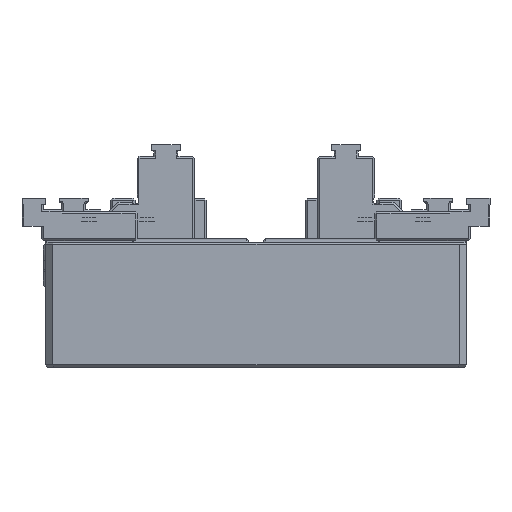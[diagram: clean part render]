
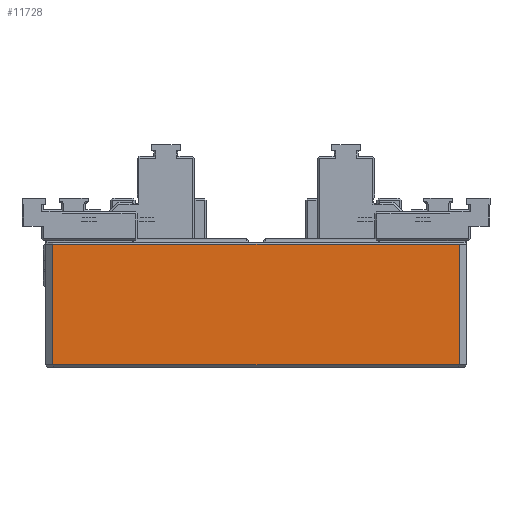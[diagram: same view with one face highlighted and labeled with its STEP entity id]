
A CAD part, front view. The second image highlights one B-rep face of the part: STEP entity #11728.
In plain terms, the highlighted planar face has unit normal (0, -1, 0).
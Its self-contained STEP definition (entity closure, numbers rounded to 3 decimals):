
#1440=FACE_OUTER_BOUND('',#15737,.T.);
#3146=PLANE('',#38531);
#5148=LINE('',#56811,#8602);
#5149=LINE('',#56814,#8603);
#5150=LINE('',#56816,#8604);
#5151=LINE('',#56818,#8605);
#8602=VECTOR('',#44318,1.);
#8603=VECTOR('',#44319,1.);
#8604=VECTOR('',#44320,1.);
#8605=VECTOR('',#44321,1.);
#11728=ADVANCED_FACE('',(#1440),#3146,.T.);
#15737=EDGE_LOOP('',(#20556,#20557,#20558,#20559));
#20556=ORIENTED_EDGE('',*,*,#32698,.T.);
#20557=ORIENTED_EDGE('',*,*,#32699,.T.);
#20558=ORIENTED_EDGE('',*,*,#32700,.T.);
#20559=ORIENTED_EDGE('',*,*,#32701,.T.);
#28818=VERTEX_POINT('',#56812);
#28819=VERTEX_POINT('',#56813);
#28820=VERTEX_POINT('',#56815);
#28821=VERTEX_POINT('',#56817);
#32698=EDGE_CURVE('',#28818,#28819,#5148,.T.);
#32699=EDGE_CURVE('',#28819,#28820,#5149,.T.);
#32700=EDGE_CURVE('',#28820,#28821,#5150,.T.);
#32701=EDGE_CURVE('',#28821,#28818,#5151,.T.);
#38531=AXIS2_PLACEMENT_3D('',#56819,#44322,#44323);
#44318=DIRECTION('',(0.,0.,-1.));
#44319=DIRECTION('',(1.,0.,0.));
#44320=DIRECTION('',(0.,0.,1.));
#44321=DIRECTION('',(-1.,0.,0.));
#44322=DIRECTION('',(0.,-1.,0.));
#44323=DIRECTION('',(0.,0.,-1.));
#56811=CARTESIAN_POINT('',(-203.,-377.,-15.));
#56812=CARTESIAN_POINT('',(-203.,-377.,11.1));
#56813=CARTESIAN_POINT('',(-203.,-377.,-20.4));
#56814=CARTESIAN_POINT('',(-150.,-377.,-20.4));
#56815=CARTESIAN_POINT('',(-97.,-377.,-20.4));
#56816=CARTESIAN_POINT('',(-97.,-377.,-15.));
#56817=CARTESIAN_POINT('',(-97.,-377.,11.1));
#56818=CARTESIAN_POINT('',(-185.5,-377.,11.1));
#56819=CARTESIAN_POINT('',(-150.,-377.,-15.));
